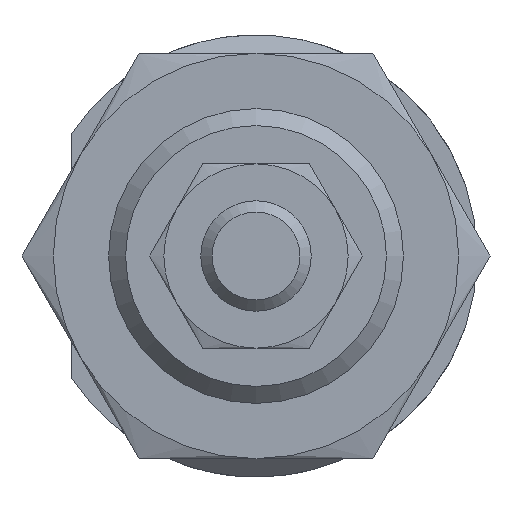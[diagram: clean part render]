
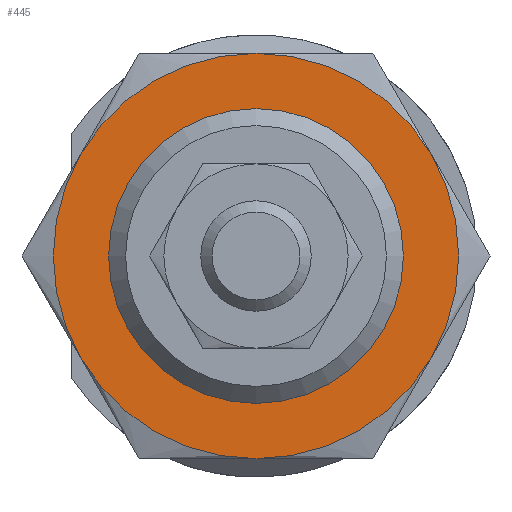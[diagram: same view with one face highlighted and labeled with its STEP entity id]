
A CAD part, left-side view. The second image highlights one B-rep face of the part: STEP entity #445.
In plain terms, the highlighted planar face has unit normal (-1, 0, 0).
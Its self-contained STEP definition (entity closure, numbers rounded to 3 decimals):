
#445 = ADVANCED_FACE( '', ( #857, #858 ), #859, .F. );
#857 = FACE_OUTER_BOUND( '', #1255, .T. );
#858 = FACE_BOUND( '', #1256, .T. );
#859 = PLANE( '', #1257 );
#1255 = EDGE_LOOP( '', ( #2094, #2095, #2096, #2097, #2098, #2099 ) );
#1256 = EDGE_LOOP( '', ( #2100 ) );
#1257 = AXIS2_PLACEMENT_3D( '', #2101, #2102, #2103 );
#2094 = ORIENTED_EDGE( '', *, *, #2423, .F. );
#2095 = ORIENTED_EDGE( '', *, *, #2322, .F. );
#2096 = ORIENTED_EDGE( '', *, *, #2574, .F. );
#2097 = ORIENTED_EDGE( '', *, *, #2325, .F. );
#2098 = ORIENTED_EDGE( '', *, *, #2552, .F. );
#2099 = ORIENTED_EDGE( '', *, *, #2412, .F. );
#2100 = ORIENTED_EDGE( '', *, *, #2320, .T. );
#2101 = CARTESIAN_POINT( '', ( 0., 0., 0. ) );
#2102 = DIRECTION( '', ( 1., 0., 0. ) );
#2103 = DIRECTION( '', ( 0., 0., -1. ) );
#2320 = EDGE_CURVE( '', #2720, #2720, #2721, .T. );
#2322 = EDGE_CURVE( '', #2626, #2723, #2724, .T. );
#2325 = EDGE_CURVE( '', #2727, #2728, #2729, .T. );
#2412 = EDGE_CURVE( '', #2869, #2683, #2870, .T. );
#2423 = EDGE_CURVE( '', #2723, #2869, #2885, .T. );
#2552 = EDGE_CURVE( '', #2683, #2727, #3052, .T. );
#2574 = EDGE_CURVE( '', #2728, #2626, #3077, .T. );
#2626 = VERTEX_POINT( '', #3148 );
#2683 = VERTEX_POINT( '', #3254 );
#2720 = VERTEX_POINT( '', #3323 );
#2721 = CIRCLE( '', #3324, 8. );
#2723 = VERTEX_POINT( '', #3326 );
#2724 = CIRCLE( '', #3327, 11. );
#2727 = VERTEX_POINT( '', #3335 );
#2728 = VERTEX_POINT( '', #3336 );
#2729 = CIRCLE( '', #3337, 11. );
#2869 = VERTEX_POINT( '', #3559 );
#2870 = CIRCLE( '', #3560, 11. );
#2885 = CIRCLE( '', #3587, 11. );
#3052 = CIRCLE( '', #3867, 11. );
#3077 = CIRCLE( '', #3907, 11. );
#3148 = CARTESIAN_POINT( '', ( 0., 0., -11. ) );
#3254 = CARTESIAN_POINT( '', ( 0., 0., 11. ) );
#3323 = CARTESIAN_POINT( '', ( 0., 0., -8. ) );
#3324 = AXIS2_PLACEMENT_3D( '', #3997, #3998, #3999 );
#3326 = CARTESIAN_POINT( '', ( 0., 9.526, -5.5 ) );
#3327 = AXIS2_PLACEMENT_3D( '', #4000, #4001, #4002 );
#3335 = CARTESIAN_POINT( '', ( 0., -9.526, 5.5 ) );
#3336 = CARTESIAN_POINT( '', ( 0., -9.526, -5.5 ) );
#3337 = AXIS2_PLACEMENT_3D( '', #4003, #4004, #4005 );
#3559 = CARTESIAN_POINT( '', ( 0., 9.526, 5.5 ) );
#3560 = AXIS2_PLACEMENT_3D( '', #4101, #4102, #4103 );
#3587 = AXIS2_PLACEMENT_3D( '', #4115, #4116, #4117 );
#3867 = AXIS2_PLACEMENT_3D( '', #4247, #4248, #4249 );
#3907 = AXIS2_PLACEMENT_3D( '', #4260, #4261, #4262 );
#3997 = CARTESIAN_POINT( '', ( 0., 0., 0. ) );
#3998 = DIRECTION( '', ( 1., 0., 0. ) );
#3999 = DIRECTION( '', ( 0., 0., -1. ) );
#4000 = CARTESIAN_POINT( '', ( 0., 0., 0. ) );
#4001 = DIRECTION( '', ( 1., 0., 0. ) );
#4002 = DIRECTION( '', ( 0., 0., -1. ) );
#4003 = CARTESIAN_POINT( '', ( 0., 0., 0. ) );
#4004 = DIRECTION( '', ( 1., 0., 0. ) );
#4005 = DIRECTION( '', ( 0., 0., -1. ) );
#4101 = CARTESIAN_POINT( '', ( 0., 0., 0. ) );
#4102 = DIRECTION( '', ( 1., 0., 0. ) );
#4103 = DIRECTION( '', ( 0., 0., -1. ) );
#4115 = CARTESIAN_POINT( '', ( 0., 0., 0. ) );
#4116 = DIRECTION( '', ( 1., 0., 0. ) );
#4117 = DIRECTION( '', ( 0., 0., -1. ) );
#4247 = CARTESIAN_POINT( '', ( 0., 0., 0. ) );
#4248 = DIRECTION( '', ( 1., 0., 0. ) );
#4249 = DIRECTION( '', ( 0., 0., -1. ) );
#4260 = CARTESIAN_POINT( '', ( 0., 0., 0. ) );
#4261 = DIRECTION( '', ( 1., 0., 0. ) );
#4262 = DIRECTION( '', ( 0., 0., -1. ) );
